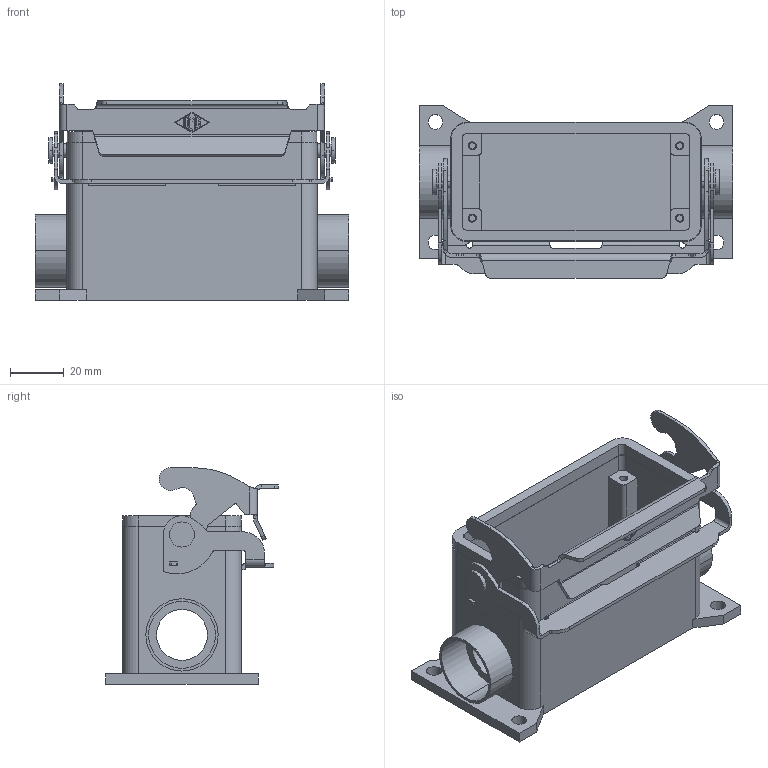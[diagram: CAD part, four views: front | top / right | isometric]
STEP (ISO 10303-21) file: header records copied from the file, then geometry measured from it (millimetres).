
FILE_DESCRIPTION(('Creo Elements/Direct Modeling STEP Export'),'2;1');
FILE_NAME('0ln7tug4dn5a94f3184','2017-11-14T10:41:09',(''),(''),'PTC Creo Elements/Direct Modeling STEP processor for AP214 (Solid Model)','PTC Creo Elements/Direct Modeling 19.0E 27-Jun-2016 (C) Parametric Technology GmbH','');
FILE_SCHEMA(('AUTOMOTIVE_DESIGN { 1 0 10303 214 1 1 1 1 }'));
Length unit declared in the file: millimetre
Products named in the file (1): RVP_16_L225
Bounding box: 117 x 64.48 x 81 mm (x, y, z)
Volume: 104563.3 mm3; surface area: 58876 mm2
Topology: 1 solids, 1 shells, 380 faces, 1030 edges, 683 vertices
Faces by surface type: plane 198, cylinder 170, bspline 12
Entity records: 14696 total; most frequent: CARTESIAN_POINT 5051, ORIENTED_EDGE 2060, DIRECTION 1949, EDGE_CURVE 1030, VERTEX_POINT 683, VECTOR 663, LINE 663, AXIS2_PLACEMENT_3D 643
